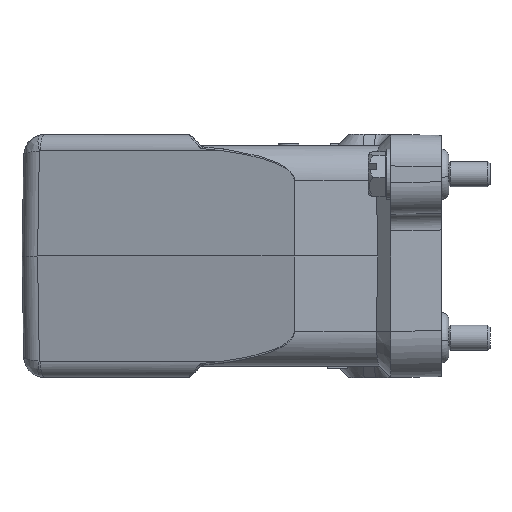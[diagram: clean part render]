
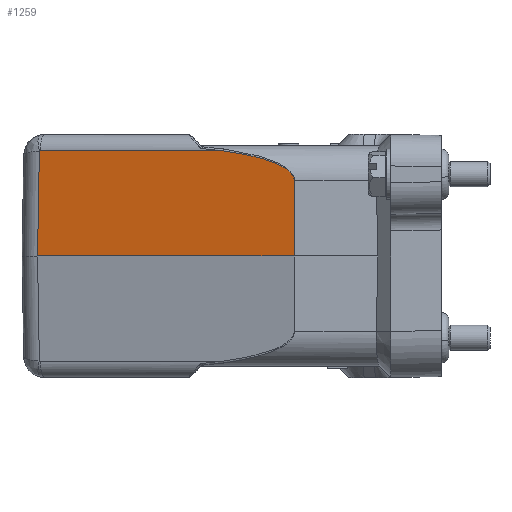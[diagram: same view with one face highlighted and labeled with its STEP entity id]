
A CAD part, left-side view. The second image highlights one B-rep face of the part: STEP entity #1259.
In plain terms, the highlighted planar face has unit normal (-0.966, 0.259, 0.018).
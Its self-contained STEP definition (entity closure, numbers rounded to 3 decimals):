
#458=B_SPLINE_CURVE_WITH_KNOTS('',3,(#14185,#14186,#14187,#14188),
 .UNSPECIFIED.,.F.,.F.,(4,4),(0.,1.),.UNSPECIFIED.);
#501=B_SPLINE_CURVE_WITH_KNOTS('',3,(#14825,#14826,#14827,#14828,#14829,
#14830,#14831,#14832,#14833,#14834,#14835,#14836,#14837,#14838,#14839,#14840,
#14841,#14842,#14843,#14844,#14845,#14846,#14847,#14848,#14849,#14850,#14851,
#14852,#14853,#14854,#14855,#14856,#14857,#14858,#14859,#14860,#14861,#14862,
#14863,#14864,#14865,#14866,#14867,#14868),.UNSPECIFIED.,.F.,.F.,(4,2,1,
1,1,1,2,2,1,1,1,1,1,2,2,1,1,1,1,1,1,2,2,1,1,1,1,1,1,1,2,2,4),(0.,0.125,
0.156,0.172,0.18,0.184,
0.186,0.188,0.219,0.234,
0.242,0.246,0.248,0.249,
0.25,0.375,0.438,0.469,
0.484,0.492,0.496,0.498,
0.5,0.625,0.688,0.719,
0.734,0.742,0.746,0.748,
0.749,0.75,1.),.UNSPECIFIED.);
#838=PLANE('',#8905);
#1259=ADVANCED_FACE('NONE',(#1874),#838,.T.);
#1874=FACE_OUTER_BOUND('',#2374,.T.);
#2374=EDGE_LOOP('',(#4095,#4096,#4097,#4098,#4099,#4100));
#4095=ORIENTED_EDGE('',*,*,#6681,.F.);
#4096=ORIENTED_EDGE('',*,*,#6751,.T.);
#4097=ORIENTED_EDGE('',*,*,#6819,.F.);
#4098=ORIENTED_EDGE('',*,*,#6816,.T.);
#4099=ORIENTED_EDGE('',*,*,#6748,.T.);
#4100=ORIENTED_EDGE('',*,*,#6749,.T.);
#5675=VERTEX_POINT('',#14184);
#5676=VERTEX_POINT('',#14189);
#5714=VERTEX_POINT('',#14757);
#5716=VERTEX_POINT('',#14795);
#5717=VERTEX_POINT('',#14963);
#5759=VERTEX_POINT('',#15420);
#6681=EDGE_CURVE('NONE',#5675,#5676,#458,.T.);
#6748=EDGE_CURVE('NONE',#5716,#5714,#501,.T.);
#6749=EDGE_CURVE('NONE',#5714,#5676,#7634,.T.);
#6751=EDGE_CURVE('NONE',#5675,#5717,#7635,.T.);
#6816=EDGE_CURVE('NONE',#5759,#5716,#7657,.T.);
#6819=EDGE_CURVE('NONE',#5759,#5717,#7658,.T.);
#7634=LINE('',#14957,#8276);
#7635=LINE('',#14964,#8277);
#7657=LINE('',#15419,#8299);
#7658=LINE('',#15431,#8300);
#8276=VECTOR('',#10097,1.);
#8277=VECTOR('',#10100,1.);
#8299=VECTOR('',#10174,1.);
#8300=VECTOR('',#10177,1.);
#8905=AXIS2_PLACEMENT_3D('',#15432,#10178,#10179);
#10097=DIRECTION('',(0.259,0.966,0.));
#10100=DIRECTION('',(-0.013,0.017,-1.));
#10174=DIRECTION('',(0.017,-0.002,1.));
#10177=DIRECTION('',(0.259,0.966,0.));
#10178=DIRECTION('',(-0.966,0.259,0.017));
#10179=DIRECTION('',(-0.259,-0.966,0.));
#14184=CARTESIAN_POINT('',(-28.241,95.857,25.04));
#14185=CARTESIAN_POINT('',(-28.241,95.857,25.04));
#14186=CARTESIAN_POINT('',(-28.262,95.778,25.06));
#14187=CARTESIAN_POINT('',(-28.283,95.697,25.07));
#14188=CARTESIAN_POINT('',(-28.305,95.615,25.07));
#14189=CARTESIAN_POINT('',(-28.305,95.615,25.07));
#14757=CARTESIAN_POINT('',(-40.029,51.861,25.07));
#14795=CARTESIAN_POINT('',(-44.67,35.022,17.948));
#14825=CARTESIAN_POINT('',(-44.67,35.022,17.948));
#14826=CARTESIAN_POINT('',(-44.661,35.022,18.453));
#14827=CARTESIAN_POINT('',(-44.605,35.197,18.952));
#14828=CARTESIAN_POINT('',(-44.477,35.634,19.566));
#14829=CARTESIAN_POINT('',(-44.434,35.782,19.75));
#14830=CARTESIAN_POINT('',(-44.376,35.982,19.962));
#14831=CARTESIAN_POINT('',(-44.345,36.09,20.068));
#14832=CARTESIAN_POINT('',(-44.329,36.145,20.121));
#14833=CARTESIAN_POINT('',(-44.323,36.17,20.143));
#14834=CARTESIAN_POINT('',(-44.318,36.186,20.158));
#14835=CARTESIAN_POINT('',(-44.315,36.195,20.167));
#14836=CARTESIAN_POINT('',(-44.28,36.32,20.282));
#14837=CARTESIAN_POINT('',(-44.226,36.508,20.442));
#14838=CARTESIAN_POINT('',(-44.159,36.746,20.625));
#14839=CARTESIAN_POINT('',(-44.125,36.87,20.715));
#14840=CARTESIAN_POINT('',(-44.107,36.933,20.76));
#14841=CARTESIAN_POINT('',(-44.098,36.965,20.782));
#14842=CARTESIAN_POINT('',(-44.094,36.979,20.792));
#14843=CARTESIAN_POINT('',(-44.091,36.988,20.798));
#14844=CARTESIAN_POINT('',(-44.09,36.993,20.802));
#14845=CARTESIAN_POINT('',(-43.958,37.463,21.128));
#14846=CARTESIAN_POINT('',(-43.733,38.273,21.597));
#14847=CARTESIAN_POINT('',(-43.417,39.415,22.115));
#14848=CARTESIAN_POINT('',(-43.247,40.035,22.366));
#14849=CARTESIAN_POINT('',(-43.158,40.357,22.49));
#14850=CARTESIAN_POINT('',(-43.113,40.521,22.552));
#14851=CARTESIAN_POINT('',(-43.09,40.604,22.583));
#14852=CARTESIAN_POINT('',(-43.081,40.639,22.596));
#14853=CARTESIAN_POINT('',(-43.074,40.663,22.604));
#14854=CARTESIAN_POINT('',(-43.07,40.677,22.609));
#14855=CARTESIAN_POINT('',(-42.888,41.339,22.852));
#14856=CARTESIAN_POINT('',(-42.602,42.387,23.192));
#14857=CARTESIAN_POINT('',(-42.235,43.729,23.56));
#14858=CARTESIAN_POINT('',(-42.044,44.431,23.737));
#14859=CARTESIAN_POINT('',(-41.946,44.789,23.823));
#14860=CARTESIAN_POINT('',(-41.897,44.97,23.866));
#14861=CARTESIAN_POINT('',(-41.872,45.061,23.887));
#14862=CARTESIAN_POINT('',(-41.86,45.107,23.897));
#14863=CARTESIAN_POINT('',(-41.855,45.126,23.902));
#14864=CARTESIAN_POINT('',(-41.851,45.139,23.905));
#14865=CARTESIAN_POINT('',(-41.85,45.145,23.906));
#14866=CARTESIAN_POINT('',(-41.294,47.186,24.378));
#14867=CARTESIAN_POINT('',(-40.688,49.422,24.765));
#14868=CARTESIAN_POINT('',(-40.029,51.861,25.07));
#14957=CARTESIAN_POINT('',(-27.161,99.887,25.07));
#14963=CARTESIAN_POINT('',(-28.576,96.295,0.));
#14964=CARTESIAN_POINT('',(-28.241,95.857,25.04));
#15419=CARTESIAN_POINT('',(-44.983,35.064,0.));
#15420=CARTESIAN_POINT('',(-44.983,35.064,0.));
#15431=CARTESIAN_POINT('',(-27.583,100.,0.));
#15432=CARTESIAN_POINT('',(-27.583,100.,0.));
